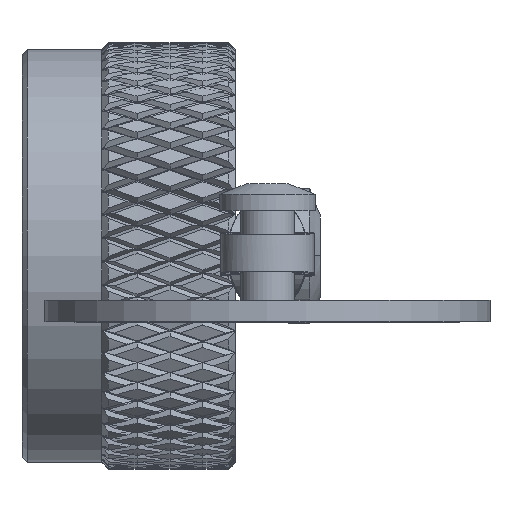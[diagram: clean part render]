
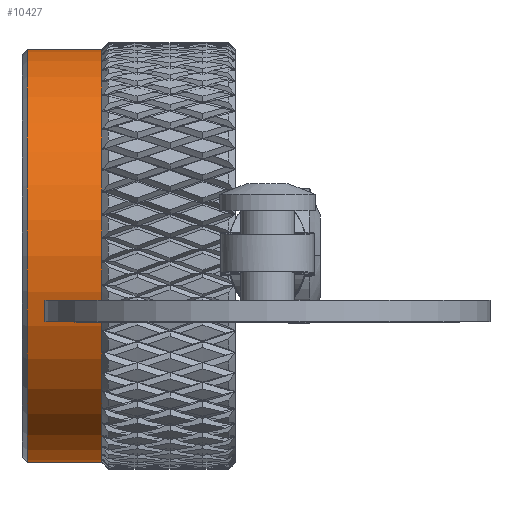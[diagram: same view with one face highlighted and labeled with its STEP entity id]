
A CAD part, top view. The second image highlights one B-rep face of the part: STEP entity #10427.
In plain terms, the highlighted cylindrical face has radius 9.857 mm (diameter 19.715 mm), a partial arc.
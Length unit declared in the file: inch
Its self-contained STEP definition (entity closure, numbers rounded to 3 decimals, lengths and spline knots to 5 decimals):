
#780 = DIRECTION ( 'NONE',  ( 0., 1., 0. ) ) ;
#2396 = DIRECTION ( 'NONE',  ( 0., 1., 0. ) ) ;
#2789 = CARTESIAN_POINT ( 'NONE',  ( 0.01, 0.38809, 0. ) ) ;
#2819 = CYLINDRICAL_SURFACE ( 'NONE', #43832, 0.38809 ) ;
#8124 = DIRECTION ( 'NONE',  ( -1., 0., 0. ) ) ;
#8701 = CARTESIAN_POINT ( 'NONE',  ( 0.15, -0.38809, 0. ) ) ;
#8741 = VECTOR ( 'NONE', #62601, 39.37008 ) ;
#10427 = ADVANCED_FACE ( 'NONE', ( #62119 ), #2819, .T. ) ;
#11372 = ORIENTED_EDGE ( 'NONE', *, *, #27844, .T. ) ;
#20083 = AXIS2_PLACEMENT_3D ( 'NONE', #28025, #8124, #780 ) ;
#20549 = DIRECTION ( 'NONE',  ( 1., 0., 0. ) ) ;
#23369 = EDGE_LOOP ( 'NONE', ( #25232, #62431, #11372, #80593 ) ) ;
#23544 = AXIS2_PLACEMENT_3D ( 'NONE', #64059, #23833, #50242 ) ;
#23833 = DIRECTION ( 'NONE',  ( -1., 0., 0. ) ) ;
#25232 = ORIENTED_EDGE ( 'NONE', *, *, #82192, .F. ) ;
#27844 = EDGE_CURVE ( 'NONE', #60047, #35450, #60851, .T. ) ;
#28025 = CARTESIAN_POINT ( 'NONE',  ( 0.01, 0., 0. ) ) ;
#28363 = CIRCLE ( 'NONE', #20083, 0.38809 ) ;
#29202 = VECTOR ( 'NONE', #20549, 39.37008 ) ;
#29760 = EDGE_CURVE ( 'NONE', #39329, #60047, #74205, .T. ) ;
#34043 = VERTEX_POINT ( 'NONE', #2789 ) ;
#34392 = CARTESIAN_POINT ( 'NONE',  ( 0.775, -0.38809, 0. ) ) ;
#35304 = CARTESIAN_POINT ( 'NONE',  ( 0.775, 0., 0. ) ) ;
#35450 = VERTEX_POINT ( 'NONE', #40154 ) ;
#39329 = VERTEX_POINT ( 'NONE', #74338 ) ;
#40154 = CARTESIAN_POINT ( 'NONE',  ( 0.15, 0.38809, 0. ) ) ;
#43832 = AXIS2_PLACEMENT_3D ( 'NONE', #35304, #82036, #2396 ) ;
#47920 = LINE ( 'NONE', #67779, #8741 ) ;
#48580 = EDGE_CURVE ( 'NONE', #34043, #35450, #47920, .T. ) ;
#50242 = DIRECTION ( 'NONE',  ( 0., 1., 0. ) ) ;
#60047 = VERTEX_POINT ( 'NONE', #8701 ) ;
#60851 = CIRCLE ( 'NONE', #23544, 0.38809 ) ;
#62119 = FACE_OUTER_BOUND ( 'NONE', #23369, .T. ) ;
#62431 = ORIENTED_EDGE ( 'NONE', *, *, #29760, .T. ) ;
#62601 = DIRECTION ( 'NONE',  ( 1., 0., 0. ) ) ;
#64059 = CARTESIAN_POINT ( 'NONE',  ( 0.15, 0., 0. ) ) ;
#67779 = CARTESIAN_POINT ( 'NONE',  ( 0.775, 0.38809, 0. ) ) ;
#74205 = LINE ( 'NONE', #34392, #29202 ) ;
#74338 = CARTESIAN_POINT ( 'NONE',  ( 0.01, -0.38809, 0. ) ) ;
#80593 = ORIENTED_EDGE ( 'NONE', *, *, #48580, .F. ) ;
#82036 = DIRECTION ( 'NONE',  ( 1., 0., 0. ) ) ;
#82192 = EDGE_CURVE ( 'NONE', #39329, #34043, #28363, .T. ) ;
